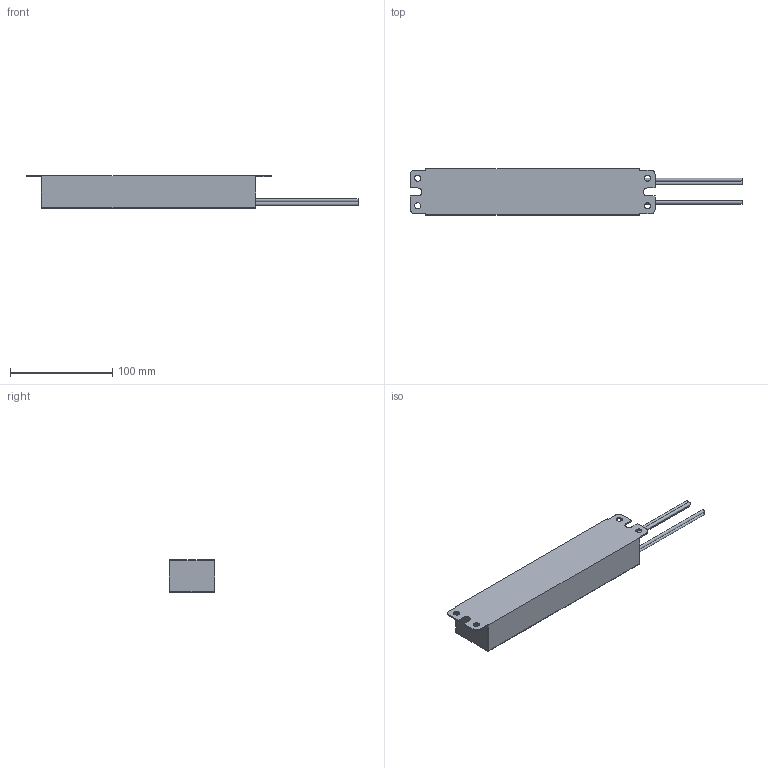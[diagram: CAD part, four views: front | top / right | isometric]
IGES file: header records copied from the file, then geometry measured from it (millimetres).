
Global section: file name: 480-277-250-VA-L; native system: Autodesk Inventor 2017; preprocessor: unknown; author: Î¢ÈíÓÃ»§,16HÎ¢Èí; organization: ÖÐ¹ú; date: 20160915.170124; units: millimetre
Bounding box: 325 x 45 x 32 mm (x, y, z)
Volume: 306998.7 mm3; surface area: 42041.9 mm2
Topology: 1 solids, 1 shells, 246 faces, 658 edges, 438 vertices
Faces by surface type: bspline 246
